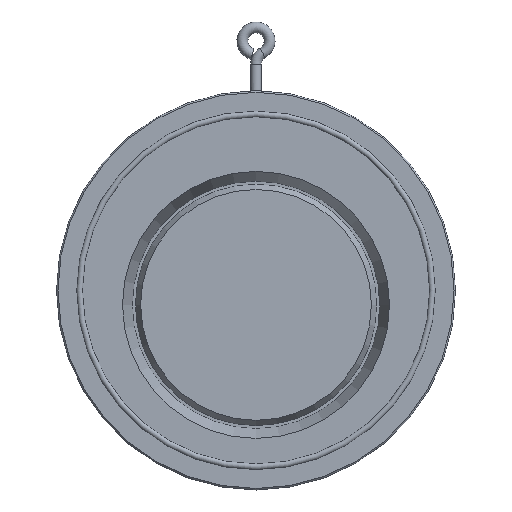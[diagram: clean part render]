
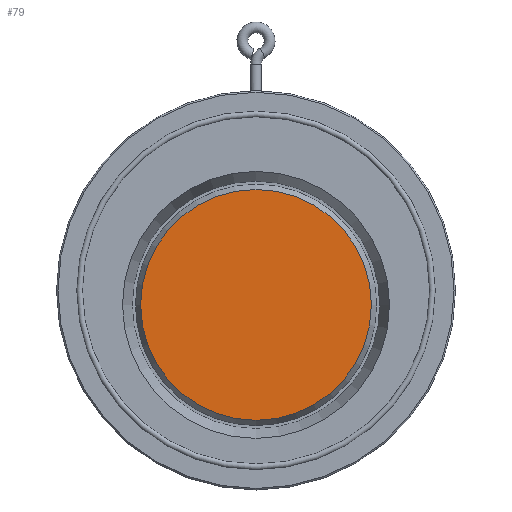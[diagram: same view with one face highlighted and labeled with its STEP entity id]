
A CAD part, top view. The second image highlights one B-rep face of the part: STEP entity #79.
In plain terms, the highlighted planar face has unit normal (0, 0, 1).
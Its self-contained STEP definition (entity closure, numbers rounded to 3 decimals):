
#1 = CARTESIAN_POINT ( 'NONE',  ( -63.613, -8., -0.51 ) ) ;
#79 = ADVANCED_FACE ( 'NONE', ( #484 ), #455, .T. ) ;
#153 = CARTESIAN_POINT ( 'NONE',  ( 0., -8., -0.51 ) ) ;
#173 = DIRECTION ( 'NONE',  ( 0., 0., 1. ) ) ;
#199 = DIRECTION ( 'NONE',  ( -1., 0., 0. ) ) ;
#212 = AXIS2_PLACEMENT_3D ( 'NONE', #153, #487, #199 ) ;
#285 = AXIS2_PLACEMENT_3D ( 'NONE', #493, #173, #657 ) ;
#293 = CIRCLE ( 'NONE', #212, 63.613 ) ;
#310 = EDGE_CURVE ( 'NONE', #403, #403, #293, .T. ) ;
#349 = ORIENTED_EDGE ( 'NONE', *, *, #310, .F. ) ;
#403 = VERTEX_POINT ( 'NONE', #1 ) ;
#455 = PLANE ( 'NONE',  #285 ) ;
#484 = FACE_OUTER_BOUND ( 'NONE', #490, .T. ) ;
#487 = DIRECTION ( 'NONE',  ( 0., 0., -1. ) ) ;
#490 = EDGE_LOOP ( 'NONE', ( #349 ) ) ;
#493 = CARTESIAN_POINT ( 'NONE',  ( 0., 55.613, -0.51 ) ) ;
#657 = DIRECTION ( 'NONE',  ( 1., 0., 0. ) ) ;
